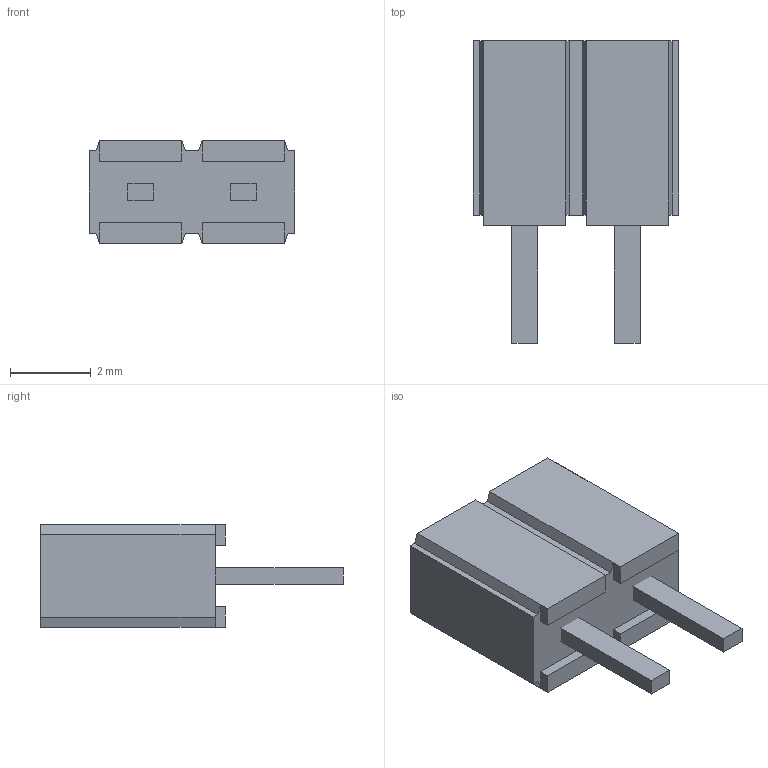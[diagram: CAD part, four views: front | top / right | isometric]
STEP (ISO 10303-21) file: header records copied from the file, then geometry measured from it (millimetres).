
FILE_DESCRIPTION( ( 'STEP AP214' ), '1' );
FILE_NAME( 'SLW-102-01-T-S.stp', '2021-03-09T13:21:12', ( 'License CC BY-ND 4.0' ), ( 'CADENAS' ), ' ', 'PARTsolutions', ' ' );
FILE_SCHEMA( ( 'AUTOMOTIVE_DESIGN { 1 0 10303 214 1 1 1 1 }' ) );
Length unit declared in the file: inch
Products named in the file (3): SLW-102-01-T-S; _SLW-102-01-S_socket; _C-28-01-02-S
Assembly tree (2 placements, depth 2):
  SLW-102-01-T-S
    _SLW-102-01-S_socket
    _C-28-01-02-S
Bounding box: 5.08 x 7.49 x 2.54 mm (x, y, z)
Volume: 72.9 mm3; surface area: 211.4 mm2
Topology: 2 solids, 2 shells, 74 faces, 184 edges, 120 vertices
Faces by surface type: plane 74
Entity records: 2790 total; most frequent: CARTESIAN_POINT 381, ORIENTED_EDGE 368, DIRECTION 338, EDGE_CURVE 184, LINE 184, VECTOR 184, VERTEX_POINT 120, EDGE_LOOP 80
